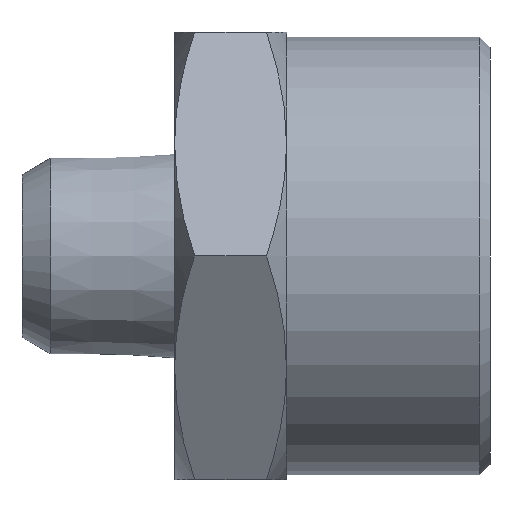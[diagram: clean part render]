
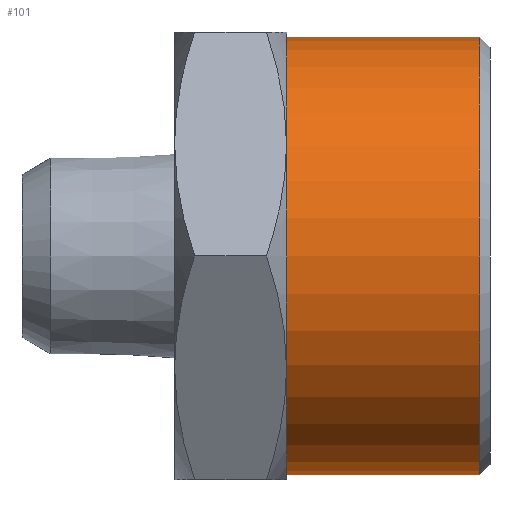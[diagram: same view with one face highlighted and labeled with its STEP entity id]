
A CAD part, left-side view. The second image highlights one B-rep face of the part: STEP entity #101.
In plain terms, the highlighted cylindrical face has radius 10.75 mm (diameter 21.5 mm), a full revolution.
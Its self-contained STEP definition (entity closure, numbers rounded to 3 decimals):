
#19 = EDGE_CURVE ( 'NONE', #627, #627, #824, .T. ) ;
#56 = AXIS2_PLACEMENT_3D ( 'NONE', #340, #344, #355 ) ;
#60 = EDGE_CURVE ( 'NONE', #586, #586, #771, .T. ) ;
#101 = ADVANCED_FACE ( 'NONE', ( #636, #637 ), #629, .T. ) ;
#119 = CARTESIAN_POINT ( 'NONE',  ( 0., 0.5, 0. ) ) ;
#131 = DIRECTION ( 'NONE',  ( 0., 0., 1. ) ) ;
#132 = DIRECTION ( 'NONE',  ( 0., 1., 0. ) ) ;
#203 = CARTESIAN_POINT ( 'NONE',  ( 0., 0.5, 10.75 ) ) ;
#237 = CARTESIAN_POINT ( 'NONE',  ( 10.75, 10., 0. ) ) ;
#264 = DIRECTION ( 'NONE',  ( 0., -1., 0. ) ) ;
#265 = CARTESIAN_POINT ( 'NONE',  ( 0., 10., 0. ) ) ;
#266 = DIRECTION ( 'NONE',  ( 1., 0., 0. ) ) ;
#340 = CARTESIAN_POINT ( 'NONE',  ( 0., 10., 0. ) ) ;
#344 = DIRECTION ( 'NONE',  ( 0., 1., 0. ) ) ;
#355 = DIRECTION ( 'NONE',  ( 1., 0., 0. ) ) ;
#551 = AXIS2_PLACEMENT_3D ( 'NONE', #265, #264, #266 ) ;
#571 = AXIS2_PLACEMENT_3D ( 'NONE', #119, #132, #131 ) ;
#586 = VERTEX_POINT ( 'NONE', #203 ) ;
#627 = VERTEX_POINT ( 'NONE', #237 ) ;
#629 = CYLINDRICAL_SURFACE ( 'NONE', #551, 10.75 ) ;
#636 = FACE_OUTER_BOUND ( 'NONE', #856, .T. ) ;
#637 = FACE_OUTER_BOUND ( 'NONE', #849, .T. ) ;
#667 = ORIENTED_EDGE ( 'NONE', *, *, #19, .F. ) ;
#670 = ORIENTED_EDGE ( 'NONE', *, *, #60, .T. ) ;
#771 = CIRCLE ( 'NONE', #571, 10.75 ) ;
#824 = CIRCLE ( 'NONE', #56, 10.75 ) ;
#849 = EDGE_LOOP ( 'NONE', ( #667 ) ) ;
#856 = EDGE_LOOP ( 'NONE', ( #670 ) ) ;
